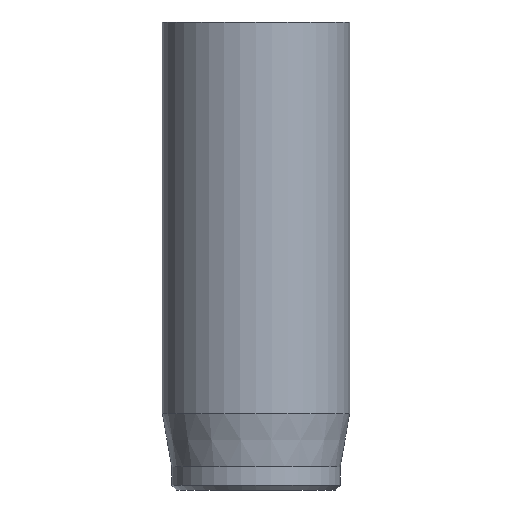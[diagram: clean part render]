
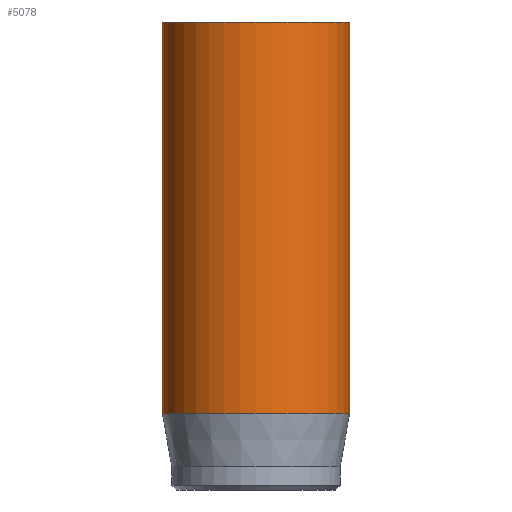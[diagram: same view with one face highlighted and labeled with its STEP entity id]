
A CAD part, front view. The second image highlights one B-rep face of the part: STEP entity #5078.
In plain terms, the highlighted cylindrical face has radius 4 mm (diameter 8 mm), a full revolution.
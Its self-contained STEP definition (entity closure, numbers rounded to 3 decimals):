
#32=CYLINDRICAL_SURFACE('',#5282,4.);
#47=CIRCLE('',#5250,4.);
#63=CIRCLE('',#5280,4.);
#64=CIRCLE('',#5281,4.);
#796=FACE_OUTER_BOUND('',#1091,.T.);
#1091=EDGE_LOOP('',(#4609,#4610,#4611,#4612,#4613));
#1506=LINE('',#9367,#1929);
#1929=VECTOR('',#5974,4.);
#2410=VERTEX_POINT('',#9307);
#2426=VERTEX_POINT('',#9361);
#2427=VERTEX_POINT('',#9362);
#3135=EDGE_CURVE('',#2410,#2410,#47,.T.);
#3159=EDGE_CURVE('',#2426,#2427,#63,.T.);
#3160=EDGE_CURVE('',#2427,#2426,#64,.T.);
#3162=EDGE_CURVE('',#2410,#2426,#1506,.T.);
#4609=ORIENTED_EDGE('',*,*,#3135,.T.);
#4610=ORIENTED_EDGE('',*,*,#3162,.T.);
#4611=ORIENTED_EDGE('',*,*,#3159,.T.);
#4612=ORIENTED_EDGE('',*,*,#3160,.T.);
#4613=ORIENTED_EDGE('',*,*,#3162,.F.);
#5078=ADVANCED_FACE('',(#796),#32,.T.);
#5250=AXIS2_PLACEMENT_3D('',#9308,#5899,#5900);
#5280=AXIS2_PLACEMENT_3D('',#9363,#5967,#5968);
#5281=AXIS2_PLACEMENT_3D('',#9364,#5969,#5970);
#5282=AXIS2_PLACEMENT_3D('',#9366,#5972,#5973);
#5899=DIRECTION('center_axis',(0.,0.,-1.));
#5900=DIRECTION('ref_axis',(-1.,0.,0.));
#5967=DIRECTION('center_axis',(0.,0.,1.));
#5968=DIRECTION('ref_axis',(-1.,0.,0.));
#5969=DIRECTION('center_axis',(0.,0.,1.));
#5970=DIRECTION('ref_axis',(-1.,0.,0.));
#5972=DIRECTION('center_axis',(0.,0.,1.));
#5973=DIRECTION('ref_axis',(-1.,0.,0.));
#5974=DIRECTION('',(0.,0.,-1.));
#9307=CARTESIAN_POINT('',(4.,0.,20.));
#9308=CARTESIAN_POINT('Origin',(0.,0.,20.));
#9361=CARTESIAN_POINT('',(4.,0.,3.269));
#9362=CARTESIAN_POINT('',(-4.,0.,3.269));
#9363=CARTESIAN_POINT('Origin',(0.,0.,3.269));
#9364=CARTESIAN_POINT('Origin',(0.,0.,3.269));
#9366=CARTESIAN_POINT('Origin',(0.,0.,0.));
#9367=CARTESIAN_POINT('',(4.,0.,0.));
